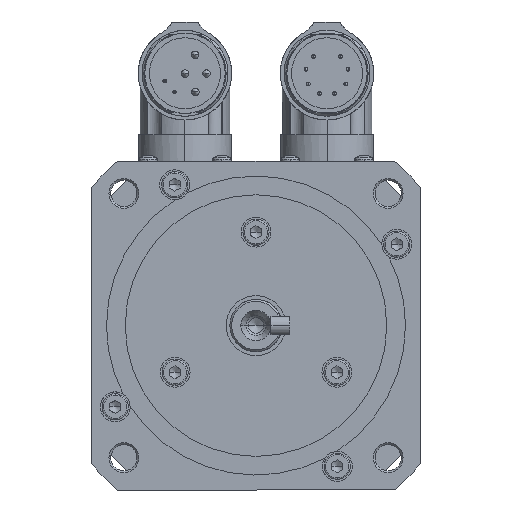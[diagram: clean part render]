
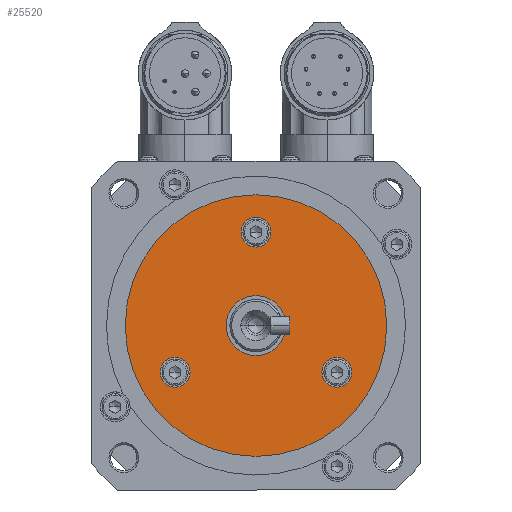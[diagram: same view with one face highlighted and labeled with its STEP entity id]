
A CAD part, left-side view. The second image highlights one B-rep face of the part: STEP entity #25520.
In plain terms, the highlighted planar face has unit normal (-1, 0, 0).
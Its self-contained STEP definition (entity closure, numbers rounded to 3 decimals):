
#249=CARTESIAN_POINT('',(741.264,547.104,0.));
#250=VERTEX_POINT('',#249);
#259=CARTESIAN_POINT('',(741.264,477.104,0.));
#260=VERTEX_POINT('',#259);
#261=CARTESIAN_POINT('',(741.264,512.104,0.));
#262=DIRECTION('',(-1.0,0.,0.));
#263=DIRECTION('',(0.,1.0,0.));
#264=AXIS2_PLACEMENT_3D('',#261,#262,#263);
#265=CIRCLE('',#264,35.0);
#266=EDGE_CURVE('',#260,#250,#265,.T.);
#291=CARTESIAN_POINT('',(741.264,520.104,0.));
#292=VERTEX_POINT('',#291);
#301=CARTESIAN_POINT('',(741.264,504.104,0.));
#302=VERTEX_POINT('',#301);
#303=CARTESIAN_POINT('',(741.264,512.104,0.));
#304=DIRECTION('',(1.0,0.,0.));
#305=DIRECTION('',(0.,1.0,0.));
#306=AXIS2_PLACEMENT_3D('',#303,#304,#305);
#307=CIRCLE('',#306,8.0);
#308=EDGE_CURVE('',#302,#292,#307,.T.);
#1674=CARTESIAN_POINT('',(741.264,516.104,25.0));
#1675=VERTEX_POINT('',#1674);
#1691=CARTESIAN_POINT('',(741.264,508.104,25.0));
#1692=VERTEX_POINT('',#1691);
#1699=CARTESIAN_POINT('',(741.264,512.104,25.0));
#1700=DIRECTION('',(1.0,0.,0.));
#1701=DIRECTION('',(0.,1.0,0.));
#1702=AXIS2_PLACEMENT_3D('',#1699,#1700,#1701);
#1703=CIRCLE('',#1702,4.0);
#1704=EDGE_CURVE('',#1675,#1692,#1703,.T.);
#1716=CARTESIAN_POINT('',(741.264,488.454,-9.036));
#1717=VERTEX_POINT('',#1716);
#1733=CARTESIAN_POINT('',(741.264,492.454,-15.964));
#1734=VERTEX_POINT('',#1733);
#1741=CARTESIAN_POINT('',(741.264,490.454,-12.5));
#1742=DIRECTION('',(1.0,0.,0.));
#1743=DIRECTION('',(0.,-0.5,0.866));
#1744=AXIS2_PLACEMENT_3D('',#1741,#1742,#1743);
#1745=CIRCLE('',#1744,4.0);
#1746=EDGE_CURVE('',#1717,#1734,#1745,.T.);
#1758=CARTESIAN_POINT('',(741.264,531.755,-15.964));
#1759=VERTEX_POINT('',#1758);
#1775=CARTESIAN_POINT('',(741.264,535.755,-9.036));
#1776=VERTEX_POINT('',#1775);
#1783=CARTESIAN_POINT('',(741.264,533.755,-12.5));
#1784=DIRECTION('',(1.0,0.,0.));
#1785=DIRECTION('',(0.,-0.5,-0.866));
#1786=AXIS2_PLACEMENT_3D('',#1783,#1784,#1785);
#1787=CIRCLE('',#1786,4.0);
#1788=EDGE_CURVE('',#1759,#1776,#1787,.T.);
#24182=CARTESIAN_POINT('',(741.264,533.755,-12.5));
#24183=DIRECTION('',(1.0,0.,0.));
#24184=DIRECTION('',(0.,-0.5,-0.866));
#24185=AXIS2_PLACEMENT_3D('',#24182,#24183,#24184);
#24186=CIRCLE('',#24185,4.0);
#24187=EDGE_CURVE('',#1776,#1759,#24186,.T.);
#24220=CARTESIAN_POINT('',(741.264,490.454,-12.5));
#24221=DIRECTION('',(1.0,0.,0.));
#24222=DIRECTION('',(0.,-0.5,0.866));
#24223=AXIS2_PLACEMENT_3D('',#24220,#24221,#24222);
#24224=CIRCLE('',#24223,4.0);
#24225=EDGE_CURVE('',#1734,#1717,#24224,.T.);
#24258=CARTESIAN_POINT('',(741.264,512.104,25.0));
#24259=DIRECTION('',(1.0,0.,0.));
#24260=DIRECTION('',(0.,1.0,0.));
#24261=AXIS2_PLACEMENT_3D('',#24258,#24259,#24260);
#24262=CIRCLE('',#24261,4.0);
#24263=EDGE_CURVE('',#1692,#1675,#24262,.T.);
#25453=CARTESIAN_POINT('',(741.264,512.104,0.));
#25454=DIRECTION('',(1.0,0.,0.));
#25455=DIRECTION('',(0.,1.0,0.));
#25456=AXIS2_PLACEMENT_3D('',#25453,#25454,#25455);
#25457=CIRCLE('',#25456,8.0);
#25458=EDGE_CURVE('',#292,#302,#25457,.T.);
#25485=CARTESIAN_POINT('',(741.264,512.104,0.));
#25486=DIRECTION('',(-1.0,0.,0.));
#25487=DIRECTION('',(0.,1.0,0.));
#25488=AXIS2_PLACEMENT_3D('',#25485,#25486,#25487);
#25489=CIRCLE('',#25488,35.0);
#25490=EDGE_CURVE('',#250,#260,#25489,.T.);
#25495=CARTESIAN_POINT('',(741.264,512.104,0.));
#25496=DIRECTION('',(-1.0,0.,0.));
#25497=DIRECTION('',(0.0,0.0,1.0));
#25498=AXIS2_PLACEMENT_3D('',#25495,#25496,#25497);
#25499=PLANE('',#25498);
#25500=ORIENTED_EDGE('',*,*,#25490,.T.);
#25501=ORIENTED_EDGE('',*,*,#266,.T.);
#25502=EDGE_LOOP('',(#25500,#25501));
#25503=FACE_OUTER_BOUND('',#25502,.T.);
#25504=ORIENTED_EDGE('',*,*,#1788,.T.);
#25505=ORIENTED_EDGE('',*,*,#24187,.T.);
#25506=EDGE_LOOP('',(#25504,#25505));
#25507=FACE_BOUND('',#25506,.T.);
#25508=ORIENTED_EDGE('',*,*,#1746,.T.);
#25509=ORIENTED_EDGE('',*,*,#24225,.T.);
#25510=EDGE_LOOP('',(#25508,#25509));
#25511=FACE_BOUND('',#25510,.T.);
#25512=ORIENTED_EDGE('',*,*,#1704,.T.);
#25513=ORIENTED_EDGE('',*,*,#24263,.T.);
#25514=EDGE_LOOP('',(#25512,#25513));
#25515=FACE_BOUND('',#25514,.T.);
#25516=ORIENTED_EDGE('',*,*,#25458,.T.);
#25517=ORIENTED_EDGE('',*,*,#308,.T.);
#25518=EDGE_LOOP('',(#25516,#25517));
#25519=FACE_BOUND('',#25518,.T.);
#25520=ADVANCED_FACE('',(#25503,#25507,#25511,#25515,#25519),#25499,.T.);
